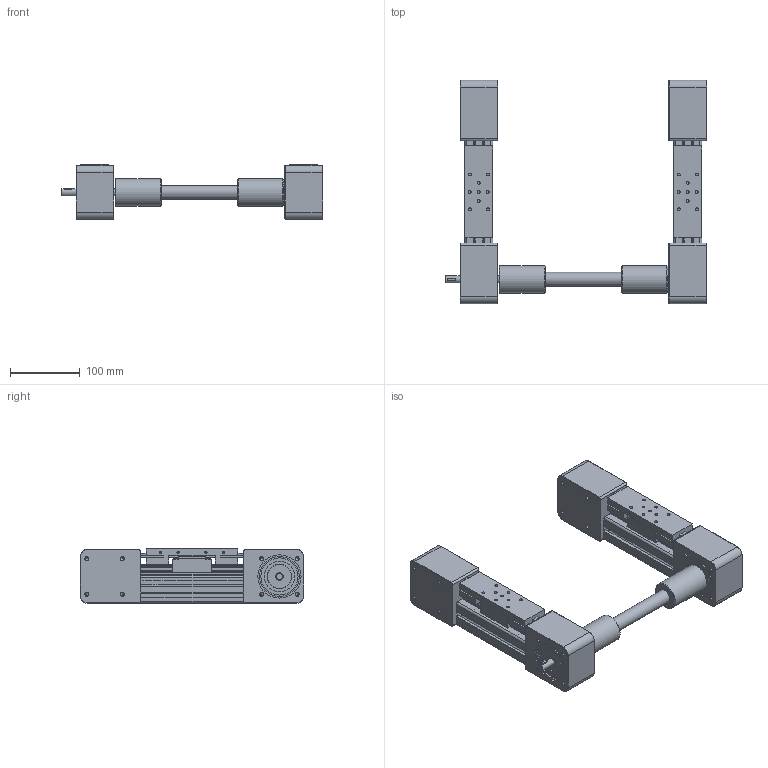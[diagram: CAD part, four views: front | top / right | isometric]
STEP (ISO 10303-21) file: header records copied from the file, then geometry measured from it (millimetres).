
FILE_DESCRIPTION((''),'2;1');
FILE_NAME('MTJ ECO 40 S DOUBLE OSL 19 1L ASM.stp','2011-05-23T10:52:24',('Matej'),(''),'Autodesk Inventor 2011','Autodesk Inventor 2011','');
FILE_SCHEMA(('AUTOMOTIVE_DESIGN { 1 0 10303 214 1 1 1 1 }'));
Length unit declared in the file: millimetre
Products named in the file (12): MTJ ECO 40 S DOUBLE OSL 19 1L ASM; MTJ ECO 40 S DOUBLE OSL 19 1L; MTJ ECO 40 S TIP 2; PROFIL MTJ ECO 40 S; JERMEN MTJ ECO 40 S; NAPENJALNI DEL MTJ ECO 40; POGONSKI DEL MTJ ECO 40 TIP 2; VOZIČEK MTJ ECO 40 S; MTJ ECO 40 S TIP 1L; POGONSKI DEL MTJ ECO 40 TIP 1L; SKLOPKA OSL 19; ROR OSL 19
Assembly tree (16 placements, depth 4):
  MTJ ECO 40 S DOUBLE OSL 19 1L ASM
    MTJ ECO 40 S DOUBLE OSL 19 1L
      MTJ ECO 40 S TIP 2
        PROFIL MTJ ECO 40 S
        JERMEN MTJ ECO 40 S
        NAPENJALNI DEL MTJ ECO 40
        POGONSKI DEL MTJ ECO 40 TIP 2
        VOZIČEK MTJ ECO 40 S
      MTJ ECO 40 S TIP 1L
        PROFIL MTJ ECO 40 S
        JERMEN MTJ ECO 40 S
        NAPENJALNI DEL MTJ ECO 40
        POGONSKI DEL MTJ ECO 40 TIP 1L
        VOZIČEK MTJ ECO 40 S
      SKLOPKA OSL 19  x2
      ROR OSL 19
Bounding box: 375 x 321 x 78 mm (x, y, z)
Volume: 1939282.4 mm3; surface area: 454523.4 mm2
Topology: 13 solids, 18 shells, 1166 faces, 2974 edges, 1914 vertices
Faces by surface type: plane 744, cylinder 288, cone 131, torus 3
Full cylindrical faces by diameter (mm): 2 x6, 3.242 x16, 4 x6, 4.134 x12, 4.917 x32, 5 x24, 6.5 x10, 10 x3, 14 x1, 15 x2, 20 x1, 35 x4, 35.1 x4, 40 x2, 43.64 x4, 53.36 x4, 57 x4, 62 x3
Entity records: 22577 total; most frequent: CARTESIAN_POINT 3872, DIRECTION 3798, ORIENTED_EDGE 3480, EDGE_CURVE 1740, VECTOR 1276, LINE 1276, AXIS2_PLACEMENT_3D 1261, VERTEX_POINT 1209
